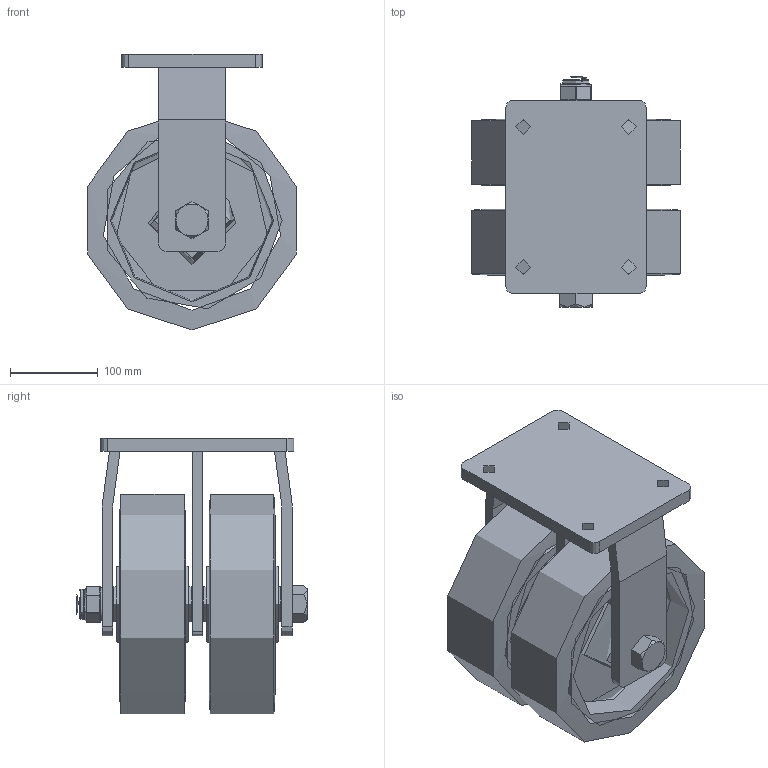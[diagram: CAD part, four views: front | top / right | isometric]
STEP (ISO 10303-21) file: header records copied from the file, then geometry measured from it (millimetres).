
FILE_DESCRIPTION(/* description */ (''),/* implementation_level */ '2;1');
FILE_NAME(/* name */ '2BZQFX250PTBJ.step',/* time_stamp */ '2025-04-16T11:32:33+01:00',/* author */ (''),/* organization */ (''),/* preprocessor_version */ 'ST-DEVELOPER v20.1',/* originating_system */ 'Autodesk Translation Framework v14.4.0.0',/* authorisation */ '');
FILE_SCHEMA (('AUTOMOTIVE_DESIGN { 1 0 10303 214 3 1 1 }'));
Length unit declared in the file: millimetre
Products named in the file (44): 2BZQFX250PTBJ; 2BZQFX250AS v1; 2BZQFX250AS; FABRICATED STEEL BRACKET; BZXPH250WPTBJM30 v1; POLYURETHANE TYRE; CAST IRON RIM; BEARING SPACER; BEARING6206; BEARING62062; BEARINGS; BEARING62062 (1); BEARINGS (1); Component1; METAL; MIDDLE; RUBBER; BZXPH250WPTBJM30 v1 (1); POLYURETHANE TYRE (1); CAST IRON RIM (1); BEARING SPACER (1); BEARING6206 (1); BEARING62062 (2); BEARINGS (2); BEARING62062 (1) (1); BEARINGS (1) (1); Component1 (1); METAL (1); MIDDLE (1); RUBBER (1); TH30X3X25 v1; ZINC PLATED HEADED SPACER; TH30X3X25 v1 (1); ZINC PLATED HEADED SPACER (1); TH30X3X25 v1 (2); ZINC PLATED HEADED SPACER (2); TH30X3X25 v1 (3); ZINC PLATED HEADED SPACER (3); 2BZQXAXLEMATERIAL v2; 2BZQXAXLEMATERIAL ...
Assembly tree (83 placements, depth 6):
  2BZQFX250PTBJ
    2BZQFX250AS v1
      2BZQFX250AS
      FABRICATED STEEL BRACKET
    BZXPH250WPTBJM30 v1
      POLYURETHANE TYRE
      CAST IRON RIM
      BEARING SPACER
      BEARING6206
        BEARING62062
          METAL
          BEARINGS
            Component1  x9
          MIDDLE
          RUBBER
        BEARING62062 (1)
          BEARINGS (1)
            Component1  x9
          METAL
          MIDDLE
          RUBBER
    BZXPH250WPTBJM30 v1 (1)
      POLYURETHANE TYRE (1)
      CAST IRON RIM (1)
      BEARING SPACER (1)
      BEARING6206 (1)
        BEARING62062 (2)
          METAL (1)
          BEARINGS (2)
            Component1 (1)  x9
          MIDDLE (1)
          RUBBER (1)
        BEARING62062 (1) (1)
          BEARINGS (1) (1)
            Component1 (1)  x9
          METAL (1)
          MIDDLE (1)
          RUBBER (1)
    TH30X3X25 v1
      ZINC PLATED HEADED SPACER
    TH30X3X25 v1 (1)
      ZINC PLATED HEADED SPACER (1)
    TH30X3X25 v1 (2)
      ZINC PLATED HEADED SPACER (2)
    TH30X3X25 v1 (3)
      ZINC PLATED HEADED SPACER (3)
    2BZQXAXLEMATERIAL v2
      2BZQXAXLEMATERIAL
        BOLT
        NUT
          NUT Geometry
          RUBBER (2)
Bounding box: 237.76 x 262 x 314 mm (x, y, z)
Volume: 5860476.6 mm3; surface area: 981126.2 mm2
Topology: 70 solids, 70 shells, 1392 faces, 3717 edges, 2442 vertices
Faces by surface type: plane 445, cylinder 394, bspline 378, torus 115, sphere 40, cone 20
Full cylindrical faces by diameter (mm): 7.5 x36, 17.5 x4, 22.529 x21, 24.822 x22, 25 x3, 25.5 x7, 29 x2, 29.75 x4, 30 x6, 34 x2, 34.5 x1, 39 x20, 40 x4, 40.5 x8, 41 x8, 42.5 x8, 46 x2, 51.5 x16, 53 x12, 55 x16, 62 x8, 205 x4, 250 x2
Entity records: 40140 total; most frequent: CARTESIAN_POINT 20143, ORIENTED_EDGE 4222, DIRECTION 3442, EDGE_CURVE 2111, VERTEX_POINT 1386, AXIS2_PLACEMENT_3D 1347, EDGE_LOOP 937, FACE_OUTER_BOUND 810
